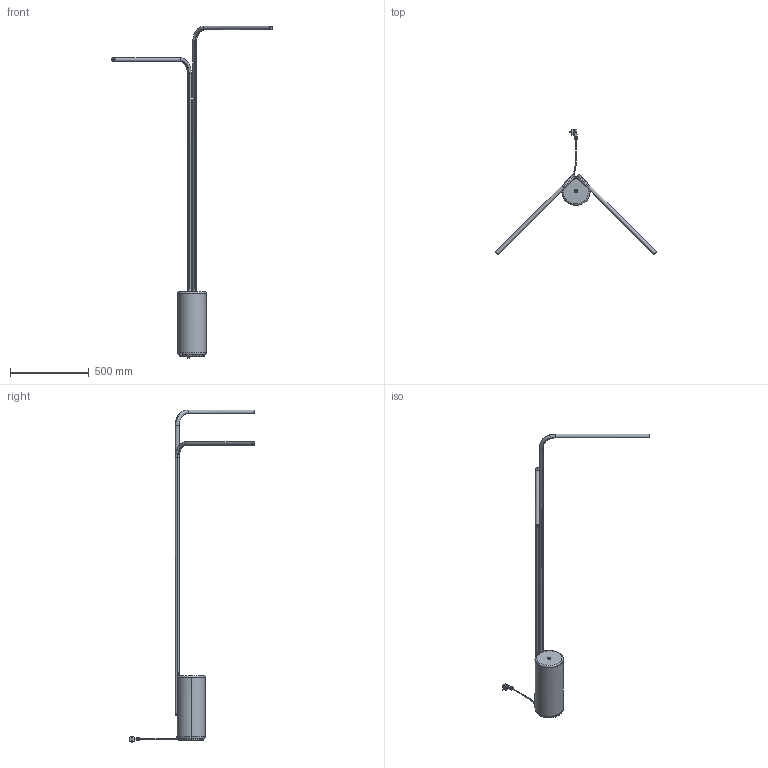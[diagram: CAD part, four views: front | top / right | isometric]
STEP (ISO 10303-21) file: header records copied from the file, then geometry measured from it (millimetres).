
FILE_DESCRIPTION(/* description */ (''),/* implementation_level */ '2;1');
FILE_NAME(/* name */ 'Veil 2 Arms',/* time_stamp */ '2025-03-06T11:54:36+01:00',/* author */ (''),/* organization */ (''),/* preprocessor_version */ 'ST-DEVELOPER v16.5',/* originating_system */ 'Rhino 7.38',/* authorisation */ '');
FILE_SCHEMA (('AUTOMOTIVE_DESIGN'));
Length unit declared in the file: millimetre
Products named in the file (1): Document
Bounding box: 1022.19 x 798.4 x 2108.4 mm (x, y, z)
Volume: 543241.7 mm3; surface area: 872244.8 mm2
Topology: 18 solids, 28 shells, 888 faces, 2450 edges, 1543 vertices
Faces by surface type: bspline 329, plane 313, cylinder 246
Entity records: 45597 total; most frequent: CARTESIAN_POINT 23828, ORIENTED_EDGE 4625, EDGE_CURVE 2434, VERTEX_POINT 1543, B_SPLINE_CURVE_WITH_KNOTS 1289, EDGE_LOOP 950, COLOUR_RGB 911, FILL_AREA_STYLE_COLOUR 911
